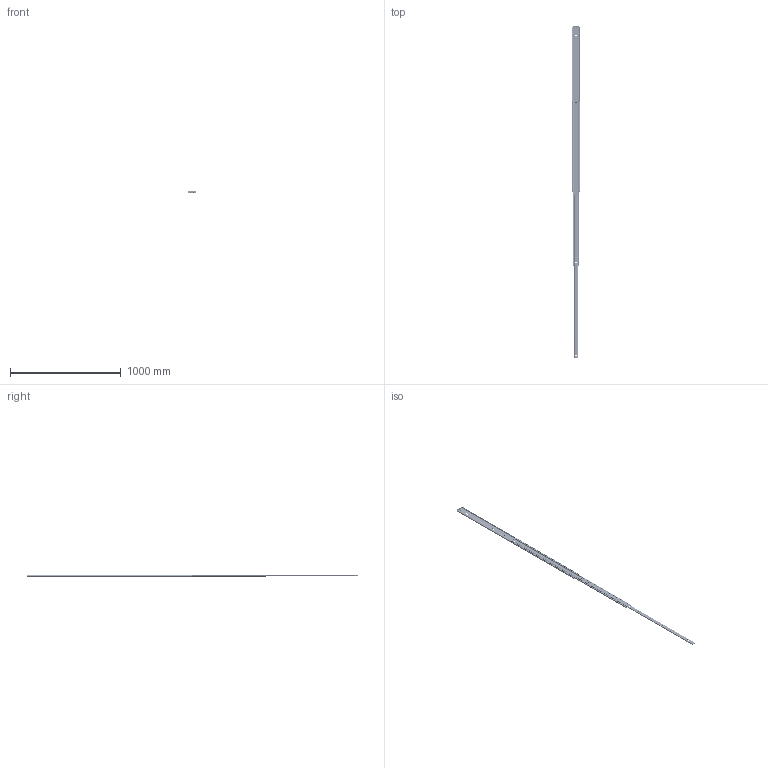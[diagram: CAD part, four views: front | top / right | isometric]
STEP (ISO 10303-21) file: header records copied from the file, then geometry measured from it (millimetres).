
FILE_DESCRIPTION(/* description */ ('Master (Parameters)'),/* implementation_level */ '2;1');
FILE_NAME(/* name */ '114-S15_02_out_nf.stp',/* time_stamp */ '2015-10-08T17:15:48+02:00',/* author */ ('r.schreurs'),/* organization */ (''),/* preprocessor_version */ 'ST-DEVELOPER v15.6',/* originating_system */ 'Autodesk Inventor 2015',/* authorisation */ '');
FILE_SCHEMA (('AUTOMOTIVE_DESIGN { 1 0 10303 214 3 1 1 }'));
Products named in the file (26): E000012423; E000012429; E000012424; E000003168; E000003170; E000003159; E000003874; E000003163; E000003161; E000003873; E000003903; E000012425; E000012430; E000012426; E000003167; E000003169; E000003158; E000003836; E000003162; E000003160; E000003835; E000003902; E000012427; E000012431; E000012428; E000012422
Assembly tree (77 placements, depth 5):
  E000012422
    E000012423
    E000012424
      E000012429
    E000012425
      E000003903
        E000003168  x2
        E000003874  x16
          E000003170
          E000003159
        E000003163  x4
        E000003873  x2
          E000003161
          E000003159
    E000012426
      E000012430
    E000012427
      E000003902
        E000003167  x2
        E000003836  x12
          E000003169
          E000003158
        E000003162  x4
        E000003835  x6
          E000003160
          E000003158
    E000012428
      E000012431
Bounding box: 76.19 x 2992 x 19.1 mm (x, y, z)
Volume: 1028743.8 mm3; surface area: 883117.6 mm2
Topology: 207 solids, 207 shells, 17190 faces, 50445 edges, 33040 vertices
Faces by surface type: cylinder 10979, plane 5421, torus 320, bspline 208, sphere 156, cone 106
Full cylindrical faces by diameter (mm): 5.2 x12, 6.6 x11, 8 x8, 8.1 x72, 9.2 x84, 13.5 x1, 15 x2
Entity records: 99783 total; most frequent: CARTESIAN_POINT 28415, ORIENTED_EDGE 15494, DIRECTION 14359, EDGE_CURVE 7747, AXIS2_PLACEMENT_3D 5257, VERTEX_POINT 5044, LINE 3845, VECTOR 3845
